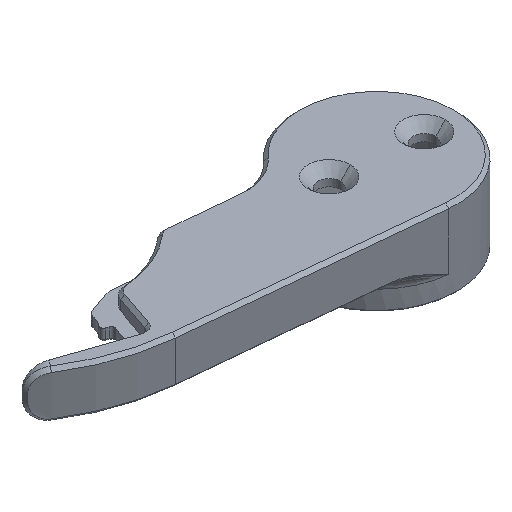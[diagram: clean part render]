
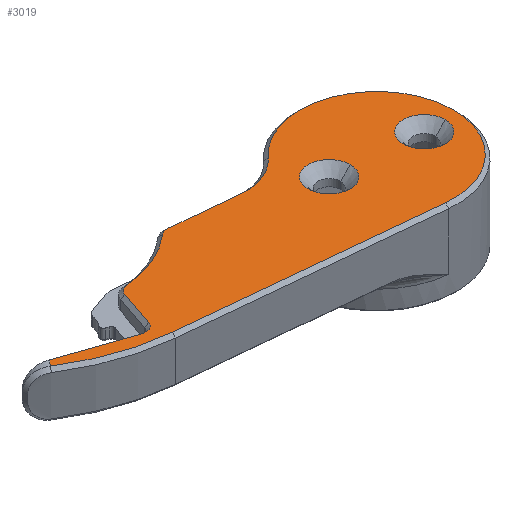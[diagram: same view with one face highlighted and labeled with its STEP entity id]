
A CAD part, isometric view. The second image highlights one B-rep face of the part: STEP entity #3019.
In plain terms, the highlighted planar face has unit normal (0, 0, 1).
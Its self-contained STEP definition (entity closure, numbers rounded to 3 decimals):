
#12 = DIRECTION ( 'NONE',  ( 1., 0., 0. ) ) ;
#16 = VECTOR ( 'NONE', #2995, 1000. ) ;
#31 = CARTESIAN_POINT ( 'NONE',  ( -6.468, 0.639, 3.5 ) ) ;
#34 = VERTEX_POINT ( 'NONE', #511 ) ;
#39 = ORIENTED_EDGE ( 'NONE', *, *, #220, .F. ) ;
#56 = CARTESIAN_POINT ( 'NONE',  ( -15.326, 5.034, 3.5 ) ) ;
#60 = DIRECTION ( 'NONE',  ( -0.946, 0.324, 0. ) ) ;
#113 = ORIENTED_EDGE ( 'NONE', *, *, #1548, .T. ) ;
#120 = CARTESIAN_POINT ( 'NONE',  ( -8.574, 7.664, 3.5 ) ) ;
#201 = LINE ( 'NONE', #3232, #16 ) ;
#220 = EDGE_CURVE ( 'NONE', #1601, #1220, #1148, .T. ) ;
#242 = LINE ( 'NONE', #3046, #1413 ) ;
#277 = FACE_OUTER_BOUND ( 'NONE', #961, .T. ) ;
#286 = CARTESIAN_POINT ( 'NONE',  ( 0., 0., 3.5 ) ) ;
#287 = DIRECTION ( 'NONE',  ( -0.995, 0.098, 0. ) ) ;
#308 = PLANE ( 'NONE',  #3110 ) ;
#332 = VECTOR ( 'NONE', #2281, 1000. ) ;
#334 = LINE ( 'NONE', #1152, #936 ) ;
#392 = AXIS2_PLACEMENT_3D ( 'NONE', #2130, #3157, #841 ) ;
#413 = DIRECTION ( 'NONE',  ( 1., 0., 0. ) ) ;
#425 = EDGE_LOOP ( 'NONE', ( #1584, #1404 ) ) ;
#428 = CARTESIAN_POINT ( 'NONE',  ( 3.318, -0.639, 3.5 ) ) ;
#430 = DIRECTION ( 'NONE',  ( 1., 0., 0. ) ) ;
#452 = ORIENTED_EDGE ( 'NONE', *, *, #558, .T. ) ;
#486 = AXIS2_PLACEMENT_3D ( 'NONE', #1449, #3000, #2974 ) ;
#492 = DIRECTION ( 'NONE',  ( 1., 0., 0. ) ) ;
#511 = CARTESIAN_POINT ( 'NONE',  ( -40.775, -5.704, 3.5 ) ) ;
#516 = VERTEX_POINT ( 'NONE', #1952 ) ;
#538 = EDGE_CURVE ( 'NONE', #1188, #2220, #2909, .T. ) ;
#542 = EDGE_CURVE ( 'NONE', #3032, #2196, #201, .T. ) ;
#558 = EDGE_CURVE ( 'NONE', #2220, #1262, #1257, .T. ) ;
#619 = CARTESIAN_POINT ( 'NONE',  ( -26.366, 5.657, 3.5 ) ) ;
#706 = AXIS2_PLACEMENT_3D ( 'NONE', #286, #2806, #1263 ) ;
#719 = CARTESIAN_POINT ( 'NONE',  ( -6.468, 0.639, 3.5 ) ) ;
#784 = CARTESIAN_POINT ( 'NONE',  ( 6.468, -0.639, 3.5 ) ) ;
#803 = FACE_BOUND ( 'NONE', #425, .T. ) ;
#814 = DIRECTION ( 'NONE',  ( 0.995, -0.098, 0. ) ) ;
#820 = DIRECTION ( 'NONE',  ( 1., 0., 0. ) ) ;
#834 = CARTESIAN_POINT ( 'NONE',  ( -25.239, 6.013, 3.5 ) ) ;
#841 = DIRECTION ( 'NONE',  ( 1., 0., 0. ) ) ;
#847 = CARTESIAN_POINT ( 'NONE',  ( -38.87, -4.77, 3.5 ) ) ;
#898 = EDGE_CURVE ( 'NONE', #34, #1516, #2359, .T. ) ;
#924 = CIRCLE ( 'NONE', #2738, 3.15 ) ;
#936 = VECTOR ( 'NONE', #814, 1000. ) ;
#961 = EDGE_LOOP ( 'NONE', ( #1793, #2318, #2959, #2191, #2254, #1139, #2989, #1421, #2099, #452, #113, #2353 ) ) ;
#1060 = DIRECTION ( 'NONE',  ( 0., 0., 1. ) ) ;
#1077 = EDGE_CURVE ( 'NONE', #2021, #2669, #334, .T. ) ;
#1087 = CIRCLE ( 'NONE', #3058, 3.15 ) ;
#1088 = CARTESIAN_POINT ( 'NONE',  ( -50.984, -2.209, 3.5 ) ) ;
#1101 = VECTOR ( 'NONE', #60, 1000. ) ;
#1139 = ORIENTED_EDGE ( 'NONE', *, *, #2615, .T. ) ;
#1148 = CIRCLE ( 'NONE', #2317, 3.15 ) ;
#1152 = CARTESIAN_POINT ( 'NONE',  ( -1.131, -11.444, 3.5 ) ) ;
#1177 = CARTESIAN_POINT ( 'NONE',  ( -25.387, 4.521, 3.5 ) ) ;
#1188 = VERTEX_POINT ( 'NONE', #834 ) ;
#1195 = DIRECTION ( 'NONE',  ( 1., 0., 0. ) ) ;
#1220 = VERTEX_POINT ( 'NONE', #1435 ) ;
#1222 = VERTEX_POINT ( 'NONE', #1723 ) ;
#1257 = CIRCLE ( 'NONE', #2699, 16.5 ) ;
#1262 = VERTEX_POINT ( 'NONE', #3204 ) ;
#1263 = DIRECTION ( 'NONE',  ( 1., 0., 0. ) ) ;
#1286 = EDGE_CURVE ( 'NONE', #2236, #3026, #2265, .T. ) ;
#1290 = CARTESIAN_POINT ( 'NONE',  ( -40.289, -4.284, 3.5 ) ) ;
#1298 = CARTESIAN_POINT ( 'NONE',  ( 0., 0., 3.5 ) ) ;
#1309 = DIRECTION ( 'NONE',  ( 0., 0., -1. ) ) ;
#1375 = VERTEX_POINT ( 'NONE', #1985 ) ;
#1404 = ORIENTED_EDGE ( 'NONE', *, *, #2635, .F. ) ;
#1413 = VECTOR ( 'NONE', #287, 1000. ) ;
#1421 = ORIENTED_EDGE ( 'NONE', *, *, #2088, .T. ) ;
#1435 = CARTESIAN_POINT ( 'NONE',  ( 9.618, -0.639, 3.5 ) ) ;
#1449 = CARTESIAN_POINT ( 'NONE',  ( -14.539, 12.995, 3.5 ) ) ;
#1468 = AXIS2_PLACEMENT_3D ( 'NONE', #1177, #1694, #413 ) ;
#1516 = VERTEX_POINT ( 'NONE', #2053 ) ;
#1519 = CIRCLE ( 'NONE', #392, 30.528 ) ;
#1535 = DIRECTION ( 'NONE',  ( 1., 0., 0. ) ) ;
#1548 = EDGE_CURVE ( 'NONE', #1262, #3032, #1933, .T. ) ;
#1554 = FACE_BOUND ( 'NONE', #2154, .T. ) ;
#1584 = ORIENTED_EDGE ( 'NONE', *, *, #2300, .F. ) ;
#1588 = DIRECTION ( 'NONE',  ( 0., 0., 1. ) ) ;
#1601 = VERTEX_POINT ( 'NONE', #428 ) ;
#1694 = DIRECTION ( 'NONE',  ( 0., 0., 1. ) ) ;
#1723 = CARTESIAN_POINT ( 'NONE',  ( -51.861, -3.043, 3.5 ) ) ;
#1730 = DIRECTION ( 'NONE',  ( 0., 0., 1. ) ) ;
#1735 = DIRECTION ( 'NONE',  ( 0., 0., 1. ) ) ;
#1771 = AXIS2_PLACEMENT_3D ( 'NONE', #31, #1060, #12 ) ;
#1793 = ORIENTED_EDGE ( 'NONE', *, *, #2630, .T. ) ;
#1933 = CIRCLE ( 'NONE', #3174, 1.5 ) ;
#1952 = CARTESIAN_POINT ( 'NONE',  ( -9.618, 0.639, 3.5 ) ) ;
#1983 = EDGE_CURVE ( 'NONE', #1222, #2021, #1519, .T. ) ;
#1985 = CARTESIAN_POINT ( 'NONE',  ( -3.318, 0.639, 3.5 ) ) ;
#2021 = VERTEX_POINT ( 'NONE', #2621 ) ;
#2053 = CARTESIAN_POINT ( 'NONE',  ( -51.153, -2.152, 3.5 ) ) ;
#2075 = EDGE_CURVE ( 'NONE', #1516, #1222, #2958, .T. ) ;
#2088 = EDGE_CURVE ( 'NONE', #3026, #1188, #242, .T. ) ;
#2099 = ORIENTED_EDGE ( 'NONE', *, *, #538, .T. ) ;
#2130 = CARTESIAN_POINT ( 'NONE',  ( -35.312, 22.611, 3.5 ) ) ;
#2154 = EDGE_LOOP ( 'NONE', ( #3033, #39 ) ) ;
#2191 = ORIENTED_EDGE ( 'NONE', *, *, #1983, .T. ) ;
#2196 = VERTEX_POINT ( 'NONE', #847 ) ;
#2220 = VERTEX_POINT ( 'NONE', #619 ) ;
#2226 = DIRECTION ( 'NONE',  ( 0., 0., -1. ) ) ;
#2236 = VERTEX_POINT ( 'NONE', #120 ) ;
#2254 = ORIENTED_EDGE ( 'NONE', *, *, #1077, .T. ) ;
#2261 = AXIS2_PLACEMENT_3D ( 'NONE', #1290, #1309, #2556 ) ;
#2265 = CIRCLE ( 'NONE', #486, 8. ) ;
#2281 = DIRECTION ( 'NONE',  ( -0.622, -0.783, 0. ) ) ;
#2300 = EDGE_CURVE ( 'NONE', #1375, #516, #924, .T. ) ;
#2317 = AXIS2_PLACEMENT_3D ( 'NONE', #784, #1730, #1535 ) ;
#2318 = ORIENTED_EDGE ( 'NONE', *, *, #898, .T. ) ;
#2323 = DIRECTION ( 'NONE',  ( 1., 0., 0. ) ) ;
#2353 = ORIENTED_EDGE ( 'NONE', *, *, #542, .T. ) ;
#2359 = LINE ( 'NONE', #1088, #1101 ) ;
#2520 = CIRCLE ( 'NONE', #1771, 3.15 ) ;
#2556 = DIRECTION ( 'NONE',  ( 1., 0., 0. ) ) ;
#2615 = EDGE_CURVE ( 'NONE', #2669, #2236, #2631, .T. ) ;
#2621 = CARTESIAN_POINT ( 'NONE',  ( -38.314, -7.769, 3.5 ) ) ;
#2630 = EDGE_CURVE ( 'NONE', #2196, #34, #3006, .T. ) ;
#2631 = CIRCLE ( 'NONE', #706, 11.5 ) ;
#2635 = EDGE_CURVE ( 'NONE', #516, #1375, #2520, .T. ) ;
#2669 = VERTEX_POINT ( 'NONE', #3080 ) ;
#2699 = AXIS2_PLACEMENT_3D ( 'NONE', #3028, #2226, #430 ) ;
#2716 = DIRECTION ( 'NONE',  ( 0., 0., 1. ) ) ;
#2738 = AXIS2_PLACEMENT_3D ( 'NONE', #719, #2716, #1195 ) ;
#2759 = CARTESIAN_POINT ( 'NONE',  ( -35.576, 0.22, 3.5 ) ) ;
#2806 = DIRECTION ( 'NONE',  ( 0., 0., 1. ) ) ;
#2813 = CARTESIAN_POINT ( 'NONE',  ( 6.468, -0.639, 3.5 ) ) ;
#2909 = CIRCLE ( 'NONE', #1468, 1.5 ) ;
#2958 = LINE ( 'NONE', #3097, #332 ) ;
#2959 = ORIENTED_EDGE ( 'NONE', *, *, #2075, .T. ) ;
#2974 = DIRECTION ( 'NONE',  ( 1., 0., 0. ) ) ;
#2989 = ORIENTED_EDGE ( 'NONE', *, *, #1286, .T. ) ;
#2995 = DIRECTION ( 'NONE',  ( -0.324, -0.946, 0. ) ) ;
#2997 = EDGE_CURVE ( 'NONE', #1220, #1601, #1087, .T. ) ;
#3000 = DIRECTION ( 'NONE',  ( 0., 0., -1. ) ) ;
#3006 = CIRCLE ( 'NONE', #2261, 1.5 ) ;
#3019 = ADVANCED_FACE ( 'NONE', ( #803, #1554, #277 ), #308, .T. ) ;
#3026 = VERTEX_POINT ( 'NONE', #56 ) ;
#3028 = CARTESIAN_POINT ( 'NONE',  ( -37.141, 18.152, 3.5 ) ) ;
#3032 = VERTEX_POINT ( 'NONE', #3102 ) ;
#3033 = ORIENTED_EDGE ( 'NONE', *, *, #2997, .F. ) ;
#3046 = CARTESIAN_POINT ( 'NONE',  ( -25.239, 6.013, 3.5 ) ) ;
#3058 = AXIS2_PLACEMENT_3D ( 'NONE', #2813, #1588, #820 ) ;
#3080 = CARTESIAN_POINT ( 'NONE',  ( -1.131, -11.444, 3.5 ) ) ;
#3097 = CARTESIAN_POINT ( 'NONE',  ( -52.264, -3.55, 3.5 ) ) ;
#3102 = CARTESIAN_POINT ( 'NONE',  ( -36.996, 0.706, 3.5 ) ) ;
#3110 = AXIS2_PLACEMENT_3D ( 'NONE', #1298, #3139, #2323 ) ;
#3139 = DIRECTION ( 'NONE',  ( 0., 0., 1. ) ) ;
#3157 = DIRECTION ( 'NONE',  ( 0., 0., 1. ) ) ;
#3174 = AXIS2_PLACEMENT_3D ( 'NONE', #2759, #1735, #492 ) ;
#3204 = CARTESIAN_POINT ( 'NONE',  ( -35.707, 1.715, 3.5 ) ) ;
#3232 = CARTESIAN_POINT ( 'NONE',  ( -33.333, 11.408, 3.5 ) ) ;
